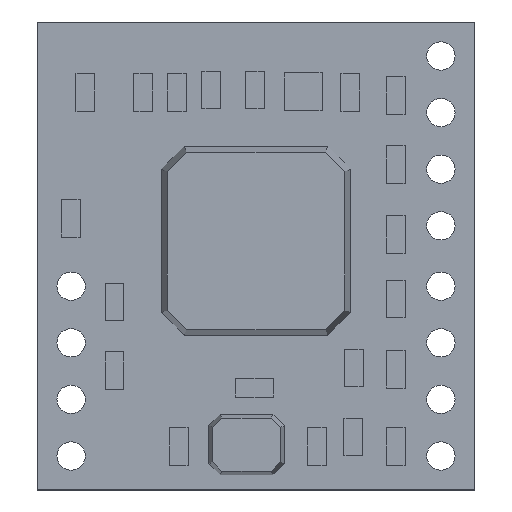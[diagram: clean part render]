
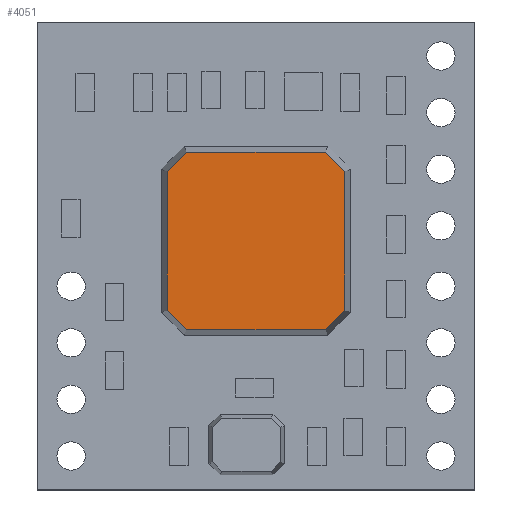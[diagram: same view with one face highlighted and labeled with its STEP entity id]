
A CAD part, top view. The second image highlights one B-rep face of the part: STEP entity #4051.
In plain terms, the highlighted planar face has unit normal (0, 0, 1).
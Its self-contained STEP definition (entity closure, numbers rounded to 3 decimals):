
#3891=CARTESIAN_POINT('Vertex',(7.638,4.25,0.9)) ;
#3906=CARTESIAN_POINT('Vertex',(8.15,4.762,0.9)) ;
#3909=CARTESIAN_POINT('Line Origine',(7.894,4.506,0.9)) ;
#3926=CARTESIAN_POINT('Line Origine',(5.8,4.25,0.9)) ;
#3930=CARTESIAN_POINT('Vertex',(3.962,4.25,0.9)) ;
#3988=CARTESIAN_POINT('Vertex',(8.15,8.438,0.9)) ;
#3991=CARTESIAN_POINT('Line Origine',(8.15,6.6,0.9)) ;
#4003=CARTESIAN_POINT('Axis2P3D Location',(0.,0.,0.9)) ;
#4008=CARTESIAN_POINT('Line Origine',(7.894,8.694,0.9)) ;
#4012=CARTESIAN_POINT('Vertex',(7.638,8.95,0.9)) ;
#4015=CARTESIAN_POINT('Line Origine',(5.8,8.95,0.9)) ;
#4019=CARTESIAN_POINT('Vertex',(3.962,8.95,0.9)) ;
#4022=CARTESIAN_POINT('Line Origine',(3.706,8.694,0.9)) ;
#4026=CARTESIAN_POINT('Vertex',(3.45,8.438,0.9)) ;
#4029=CARTESIAN_POINT('Line Origine',(3.45,6.6,0.9)) ;
#4033=CARTESIAN_POINT('Vertex',(3.45,4.762,0.9)) ;
#4036=CARTESIAN_POINT('Line Origine',(3.706,4.506,0.9)) ;
#3910=DIRECTION('Vector Direction',(-0.707,-0.707,0.)) ;
#3927=DIRECTION('Vector Direction',(1.,0.,0.)) ;
#3992=DIRECTION('Vector Direction',(0.,1.,0.)) ;
#4004=DIRECTION('Axis2P3D Direction',(0.,0.,1.)) ;
#4005=DIRECTION('Axis2P3D XDirection',(1.,0.,0.)) ;
#4009=DIRECTION('Vector Direction',(-0.707,0.707,0.)) ;
#4016=DIRECTION('Vector Direction',(-1.,0.,0.)) ;
#4023=DIRECTION('Vector Direction',(0.707,0.707,0.)) ;
#4030=DIRECTION('Vector Direction',(0.,-1.,0.)) ;
#4037=DIRECTION('Vector Direction',(0.707,-0.707,0.)) ;
#4006=AXIS2_PLACEMENT_3D('Plane Axis2P3D',#4003,#4004,#4005) ;
#4042=ORIENTED_EDGE('',*,*,#3995,.T.) ;
#4043=ORIENTED_EDGE('',*,*,#4014,.F.) ;
#4044=ORIENTED_EDGE('',*,*,#4021,.T.) ;
#4045=ORIENTED_EDGE('',*,*,#4028,.F.) ;
#4046=ORIENTED_EDGE('',*,*,#4035,.T.) ;
#4047=ORIENTED_EDGE('',*,*,#4040,.F.) ;
#4048=ORIENTED_EDGE('',*,*,#3932,.T.) ;
#4049=ORIENTED_EDGE('',*,*,#3913,.F.) ;
#3911=VECTOR('Line Direction',#3910,1.) ;
#3928=VECTOR('Line Direction',#3927,1.) ;
#3993=VECTOR('Line Direction',#3992,1.) ;
#4010=VECTOR('Line Direction',#4009,1.) ;
#4017=VECTOR('Line Direction',#4016,1.) ;
#4024=VECTOR('Line Direction',#4023,1.) ;
#4031=VECTOR('Line Direction',#4030,1.) ;
#4038=VECTOR('Line Direction',#4037,1.) ;
#4051=ADVANCED_FACE('PartBody',(#4050),#4007,.T.) ;
#3913=EDGE_CURVE('',#3907,#3892,#3912,.T.) ;
#3932=EDGE_CURVE('',#3931,#3892,#3929,.T.) ;
#3995=EDGE_CURVE('',#3907,#3989,#3994,.T.) ;
#4014=EDGE_CURVE('',#4013,#3989,#4011,.F.) ;
#4021=EDGE_CURVE('',#4013,#4020,#4018,.T.) ;
#4028=EDGE_CURVE('',#4027,#4020,#4025,.T.) ;
#4035=EDGE_CURVE('',#4027,#4034,#4032,.T.) ;
#4040=EDGE_CURVE('',#3931,#4034,#4039,.F.) ;
#4041=EDGE_LOOP('',(#4042,#4043,#4044,#4045,#4046,#4047,#4048,#4049)) ;
#4050=FACE_OUTER_BOUND('',#4041,.T.) ;
#3912=LINE('Line',#3909,#3911) ;
#3929=LINE('Line',#3926,#3928) ;
#3994=LINE('Line',#3991,#3993) ;
#4011=LINE('Line',#4008,#4010) ;
#4018=LINE('Line',#4015,#4017) ;
#4025=LINE('Line',#4022,#4024) ;
#4032=LINE('Line',#4029,#4031) ;
#4039=LINE('Line',#4036,#4038) ;
#4007=PLANE('',#4006) ;
#3892=VERTEX_POINT('',#3891) ;
#3907=VERTEX_POINT('',#3906) ;
#3931=VERTEX_POINT('',#3930) ;
#3989=VERTEX_POINT('',#3988) ;
#4013=VERTEX_POINT('',#4012) ;
#4020=VERTEX_POINT('',#4019) ;
#4027=VERTEX_POINT('',#4026) ;
#4034=VERTEX_POINT('',#4033) ;
